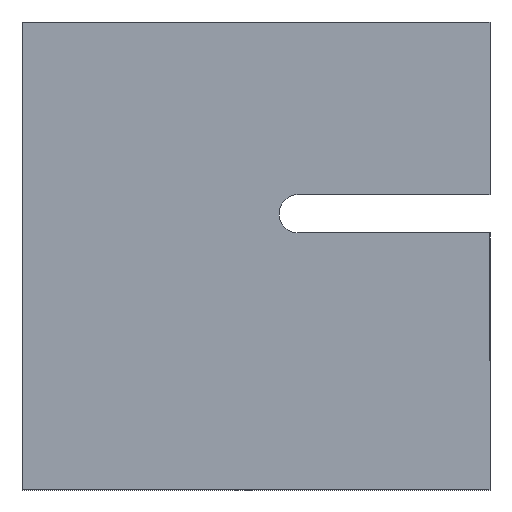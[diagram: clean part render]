
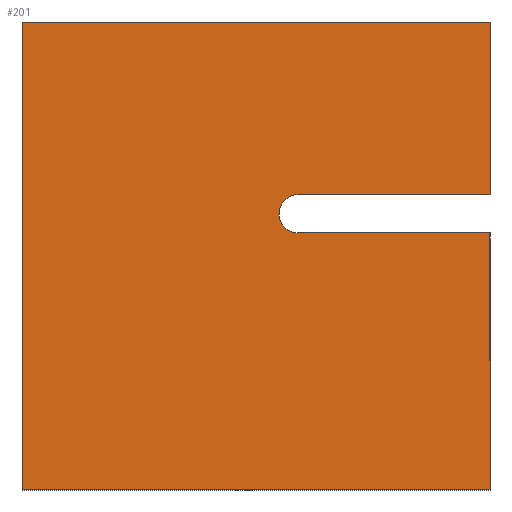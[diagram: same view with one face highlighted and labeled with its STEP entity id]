
A CAD part, front view. The second image highlights one B-rep face of the part: STEP entity #201.
In plain terms, the highlighted planar face has unit normal (0, -1, 0).
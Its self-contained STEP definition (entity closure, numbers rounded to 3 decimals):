
#2 = LINE ( 'NONE', #102, #178 ) ;
#7 = EDGE_CURVE ( 'NONE', #209, #271, #296, .T. ) ;
#11 = CARTESIAN_POINT ( 'NONE',  ( 61., 0., 0. ) ) ;
#20 = VERTEX_POINT ( 'NONE', #112 ) ;
#25 = CARTESIAN_POINT ( 'NONE',  ( 0., 0., 61. ) ) ;
#27 = EDGE_CURVE ( 'NONE', #20, #433, #459, .T. ) ;
#32 = ORIENTED_EDGE ( 'NONE', *, *, #27, .F. ) ;
#35 = AXIS2_PLACEMENT_3D ( 'NONE', #218, #408, #155 ) ;
#37 = LINE ( 'NONE', #11, #106 ) ;
#45 = CIRCLE ( 'NONE', #35, 5. ) ;
#48 = CARTESIAN_POINT ( 'NONE',  ( 122., 0., 77. ) ) ;
#58 = ORIENTED_EDGE ( 'NONE', *, *, #362, .T. ) ;
#60 = VECTOR ( 'NONE', #127, 1000. ) ;
#72 = CARTESIAN_POINT ( 'NONE',  ( 122., 0., 99.5 ) ) ;
#77 = PLANE ( 'NONE',  #236 ) ;
#79 = VECTOR ( 'NONE', #413, 1000. ) ;
#82 = CARTESIAN_POINT ( 'NONE',  ( 61., 0., 67. ) ) ;
#85 = EDGE_CURVE ( 'NONE', #433, #315, #2, .T. ) ;
#94 = ORIENTED_EDGE ( 'NONE', *, *, #170, .F. ) ;
#102 = CARTESIAN_POINT ( 'NONE',  ( 97., 0., 77. ) ) ;
#106 = VECTOR ( 'NONE', #342, 1000. ) ;
#109 = DIRECTION ( 'NONE',  ( 0., 0., -1. ) ) ;
#112 = CARTESIAN_POINT ( 'NONE',  ( 122., 0., 122. ) ) ;
#115 = EDGE_CURVE ( 'NONE', #20, #209, #244, .T. ) ;
#127 = DIRECTION ( 'NONE',  ( -1., 0., 0. ) ) ;
#139 = VERTEX_POINT ( 'NONE', #336 ) ;
#144 = VECTOR ( 'NONE', #174, 1000. ) ;
#155 = DIRECTION ( 'NONE',  ( 0., 0., -1. ) ) ;
#169 = CARTESIAN_POINT ( 'NONE',  ( 122., 0., 67. ) ) ;
#170 = EDGE_CURVE ( 'NONE', #315, #139, #45, .T. ) ;
#174 = DIRECTION ( 'NONE',  ( 0., 0., -1. ) ) ;
#176 = EDGE_LOOP ( 'NONE', ( #194, #94, #329, #32, #319, #423, #399, #58 ) ) ;
#178 = VECTOR ( 'NONE', #183, 1000. ) ;
#183 = DIRECTION ( 'NONE',  ( -1., 0., 0. ) ) ;
#185 = CARTESIAN_POINT ( 'NONE',  ( 61., 0., 122. ) ) ;
#189 = VECTOR ( 'NONE', #109, 1000. ) ;
#194 = ORIENTED_EDGE ( 'NONE', *, *, #334, .T. ) ;
#201 = ADVANCED_FACE ( 'NONE', ( #366 ), #77, .T. ) ;
#209 = VERTEX_POINT ( 'NONE', #216 ) ;
#216 = CARTESIAN_POINT ( 'NONE',  ( 0., 0., 122. ) ) ;
#218 = CARTESIAN_POINT ( 'NONE',  ( 72., 0., 72. ) ) ;
#219 = CARTESIAN_POINT ( 'NONE',  ( 122.01, 0., 122.01 ) ) ;
#235 = CARTESIAN_POINT ( 'NONE',  ( 0., 0., 0. ) ) ;
#236 = AXIS2_PLACEMENT_3D ( 'NONE', #219, #299, #373 ) ;
#244 = LINE ( 'NONE', #185, #454 ) ;
#251 = VERTEX_POINT ( 'NONE', #307 ) ;
#271 = VERTEX_POINT ( 'NONE', #235 ) ;
#289 = LINE ( 'NONE', #453, #79 ) ;
#296 = LINE ( 'NONE', #25, #189 ) ;
#299 = DIRECTION ( 'NONE',  ( 0., -1., 0. ) ) ;
#307 = CARTESIAN_POINT ( 'NONE',  ( 122., 0., 0. ) ) ;
#315 = VERTEX_POINT ( 'NONE', #380 ) ;
#319 = ORIENTED_EDGE ( 'NONE', *, *, #115, .T. ) ;
#329 = ORIENTED_EDGE ( 'NONE', *, *, #85, .F. ) ;
#334 = EDGE_CURVE ( 'NONE', #450, #139, #394, .T. ) ;
#336 = CARTESIAN_POINT ( 'NONE',  ( 72., 0., 67. ) ) ;
#342 = DIRECTION ( 'NONE',  ( 1., 0., 0. ) ) ;
#351 = EDGE_CURVE ( 'NONE', #271, #251, #37, .T. ) ;
#362 = EDGE_CURVE ( 'NONE', #251, #450, #289, .T. ) ;
#366 = FACE_OUTER_BOUND ( 'NONE', #176, .T. ) ;
#369 = DIRECTION ( 'NONE',  ( -1., 0., 0. ) ) ;
#373 = DIRECTION ( 'NONE',  ( -1., 0., 0. ) ) ;
#380 = CARTESIAN_POINT ( 'NONE',  ( 72., 0., 77. ) ) ;
#394 = LINE ( 'NONE', #82, #60 ) ;
#399 = ORIENTED_EDGE ( 'NONE', *, *, #351, .T. ) ;
#408 = DIRECTION ( 'NONE',  ( 0., -1., 0. ) ) ;
#413 = DIRECTION ( 'NONE',  ( 0., 0., 1. ) ) ;
#423 = ORIENTED_EDGE ( 'NONE', *, *, #7, .T. ) ;
#433 = VERTEX_POINT ( 'NONE', #48 ) ;
#450 = VERTEX_POINT ( 'NONE', #169 ) ;
#453 = CARTESIAN_POINT ( 'NONE',  ( 122., 0., 61. ) ) ;
#454 = VECTOR ( 'NONE', #369, 1000. ) ;
#459 = LINE ( 'NONE', #72, #144 ) ;
